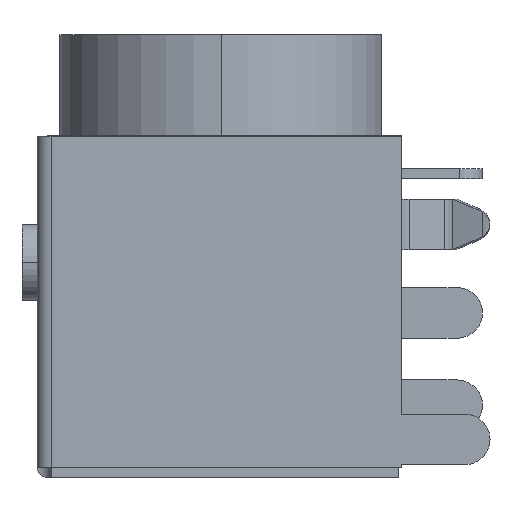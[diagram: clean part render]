
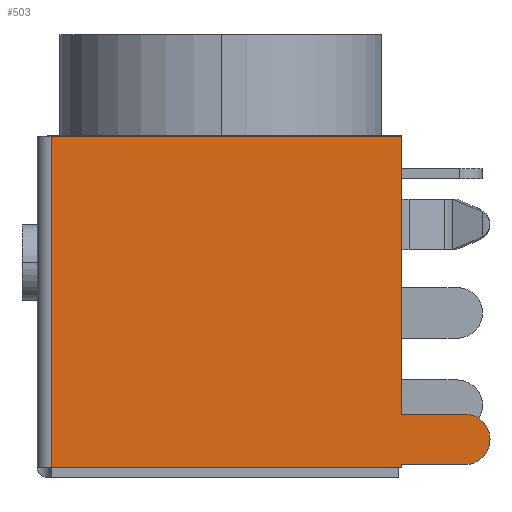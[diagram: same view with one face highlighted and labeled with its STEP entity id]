
A CAD part, left-side view. The second image highlights one B-rep face of the part: STEP entity #503.
In plain terms, the highlighted planar face has unit normal (-1, 0, 0).
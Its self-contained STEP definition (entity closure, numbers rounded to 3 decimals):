
#45 = EDGE_LOOP ( 'NONE', ( #1931, #1932, #1933, #1934, #1935, #1936, #1937, #1938, #1939, #1940, #1941 ) ) ;
#103 = CARTESIAN_POINT ( 'NONE',  ( -0.5, 13.85, -0.01 ) ) ;
#104 = DIRECTION ( 'NONE',  ( 0., -1., 0. ) ) ;
#120 = CARTESIAN_POINT ( 'NONE',  ( -0.5, 0.001, -13. ) ) ;
#121 = CARTESIAN_POINT ( 'NONE',  ( -0.5, 13.85, -34.725 ) ) ;
#126 = DIRECTION ( 'NONE',  ( 0., 0., 1. ) ) ;
#127 = DIRECTION ( 'NONE',  ( 0., 1., 0. ) ) ;
#128 = DIRECTION ( 'NONE',  ( 0., -1., 0. ) ) ;
#129 = CARTESIAN_POINT ( 'NONE',  ( -0.5, 0.001, -11. ) ) ;
#130 = CARTESIAN_POINT ( 'NONE',  ( -0.5, 0.001, -34.725 ) ) ;
#131 = CARTESIAN_POINT ( 'NONE',  ( -0.5, -2.5, -12. ) ) ;
#132 = DIRECTION ( 'NONE',  ( -1., 0., 0. ) ) ;
#133 = DIRECTION ( 'NONE',  ( 0., 1., 0. ) ) ;
#134 = CARTESIAN_POINT ( 'NONE',  ( -0.5, 0.001, -2.5 ) ) ;
#135 = DIRECTION ( 'NONE',  ( 0., 0., -1. ) ) ;
#136 = DIRECTION ( 'NONE',  ( 0., 0., 1. ) ) ;
#281 = EDGE_CURVE ( 'NONE', #1200, #1204, #2185, .T. ) ;
#288 = EDGE_CURVE ( 'NONE', #1329, #1200, #2196, .T. ) ;
#289 = EDGE_CURVE ( 'NONE', #1338, #890, #2197, .T. ) ;
#290 = EDGE_CURVE ( 'NONE', #894, #1202, #2199, .T. ) ;
#291 = EDGE_CURVE ( 'NONE', #1202, #1343, #2203, .T. ) ;
#292 = EDGE_CURVE ( 'NONE', #1193, #1342, #2204, .T. ) ;
#293 = EDGE_CURVE ( 'NONE', #1193, #1204, #2201, .T. ) ;
#503 = ADVANCED_FACE ( 'NONE', ( #4227 ), #3875, .T. ) ;
#890 = VERTEX_POINT ( 'NONE', #4911 ) ;
#894 = VERTEX_POINT ( 'NONE', #4915 ) ;
#1053 = EDGE_CURVE ( 'NONE', #890, #894, #5596, .T. ) ;
#1093 = EDGE_CURVE ( 'NONE', #1343, #1342, #5654, .T. ) ;
#1147 = EDGE_CURVE ( 'NONE', #1341, #1338, #6169, .T. ) ;
#1159 = EDGE_CURVE ( 'NONE', #1329, #1341, #6191, .T. ) ;
#1193 = VERTEX_POINT ( 'NONE', #6446 ) ;
#1200 = VERTEX_POINT ( 'NONE', #6452 ) ;
#1202 = VERTEX_POINT ( 'NONE', #6454 ) ;
#1204 = VERTEX_POINT ( 'NONE', #6456 ) ;
#1329 = VERTEX_POINT ( 'NONE', #6581 ) ;
#1338 = VERTEX_POINT ( 'NONE', #6590 ) ;
#1341 = VERTEX_POINT ( 'NONE', #6593 ) ;
#1342 = VERTEX_POINT ( 'NONE', #6594 ) ;
#1343 = VERTEX_POINT ( 'NONE', #6595 ) ;
#1931 = ORIENTED_EDGE ( 'NONE', *, *, #288, .F. ) ;
#1932 = ORIENTED_EDGE ( 'NONE', *, *, #1159, .T. ) ;
#1933 = ORIENTED_EDGE ( 'NONE', *, *, #1147, .T. ) ;
#1934 = ORIENTED_EDGE ( 'NONE', *, *, #289, .T. ) ;
#1935 = ORIENTED_EDGE ( 'NONE', *, *, #1053, .T. ) ;
#1936 = ORIENTED_EDGE ( 'NONE', *, *, #290, .T. ) ;
#1937 = ORIENTED_EDGE ( 'NONE', *, *, #291, .T. ) ;
#1938 = ORIENTED_EDGE ( 'NONE', *, *, #1093, .T. ) ;
#1939 = ORIENTED_EDGE ( 'NONE', *, *, #292, .F. ) ;
#1940 = ORIENTED_EDGE ( 'NONE', *, *, #293, .T. ) ;
#1941 = ORIENTED_EDGE ( 'NONE', *, *, #281, .F. ) ;
#2185 = LINE ( 'NONE', #103, #2187 ) ;
#2187 = VECTOR ( 'NONE', #104, 1000. ) ;
#2196 = LINE ( 'NONE', #121, #2200 ) ;
#2197 = LINE ( 'NONE', #120, #2202 ) ;
#2199 = CIRCLE ( 'NONE', #2391, 1. ) ;
#2200 = VECTOR ( 'NONE', #126, 1000. ) ;
#2201 = LINE ( 'NONE', #130, #2209 ) ;
#2202 = VECTOR ( 'NONE', #128, 1000. ) ;
#2203 = LINE ( 'NONE', #129, #2205 ) ;
#2204 = LINE ( 'NONE', #134, #2207 ) ;
#2205 = VECTOR ( 'NONE', #127, 1000. ) ;
#2207 = VECTOR ( 'NONE', #135, 1000. ) ;
#2209 = VECTOR ( 'NONE', #136, 1000. ) ;
#2391 = AXIS2_PLACEMENT_3D ( 'NONE', #131, #132, #133 ) ;
#2632 = AXIS2_PLACEMENT_3D ( 'NONE', #3873, #3877, #3878 ) ;
#3873 = CARTESIAN_POINT ( 'NONE',  ( -0.5, 13.85, -34.725 ) ) ;
#3875 = PLANE ( 'NONE',  #2632 ) ;
#3877 = DIRECTION ( 'NONE',  ( -1., 0., 0. ) ) ;
#3878 = DIRECTION ( 'NONE',  ( 0., -1., 0. ) ) ;
#4227 = FACE_OUTER_BOUND ( 'NONE', #45, .T. ) ;
#4911 = CARTESIAN_POINT ( 'NONE',  ( -0.5, -2.5, -13. ) ) ;
#4915 = CARTESIAN_POINT ( 'NONE',  ( -0.5, -3.5, -12. ) ) ;
#5233 = AXIS2_PLACEMENT_3D ( 'NONE', #5904, #5905, #5906 ) ;
#5596 = CIRCLE ( 'NONE', #5233, 1. ) ;
#5654 = LINE ( 'NONE', #6002, #5658 ) ;
#5658 = VECTOR ( 'NONE', #6005, 1000. ) ;
#5904 = CARTESIAN_POINT ( 'NONE',  ( -0.5, -2.5, -12. ) ) ;
#5905 = DIRECTION ( 'NONE',  ( -1., 0., 0. ) ) ;
#5906 = DIRECTION ( 'NONE',  ( 0., 1., 0. ) ) ;
#6002 = CARTESIAN_POINT ( 'NONE',  ( -0.5, 0.001, -34.725 ) ) ;
#6005 = DIRECTION ( 'NONE',  ( 0., 0., 1. ) ) ;
#6169 = LINE ( 'NONE', #6362, #6172 ) ;
#6172 = VECTOR ( 'NONE', #6363, 1000. ) ;
#6191 = LINE ( 'NONE', #6388, #6194 ) ;
#6194 = VECTOR ( 'NONE', #6389, 1000. ) ;
#6362 = CARTESIAN_POINT ( 'NONE',  ( -0.5, 0.001, -34.725 ) ) ;
#6363 = DIRECTION ( 'NONE',  ( 0., 0., 1. ) ) ;
#6388 = CARTESIAN_POINT ( 'NONE',  ( -0.5, 13.85, -13.1 ) ) ;
#6389 = DIRECTION ( 'NONE',  ( 0., -1., 0. ) ) ;
#6446 = CARTESIAN_POINT ( 'NONE',  ( -0.5, 0.001, -2.5 ) ) ;
#6452 = CARTESIAN_POINT ( 'NONE',  ( -0.5, 13.85, -0.01 ) ) ;
#6454 = CARTESIAN_POINT ( 'NONE',  ( -0.5, -2.5, -11. ) ) ;
#6456 = CARTESIAN_POINT ( 'NONE',  ( -0.5, 0.001, -0.01 ) ) ;
#6581 = CARTESIAN_POINT ( 'NONE',  ( -0.5, 13.85, -13.1 ) ) ;
#6590 = CARTESIAN_POINT ( 'NONE',  ( -0.5, 0.001, -13. ) ) ;
#6593 = CARTESIAN_POINT ( 'NONE',  ( -0.5, 0.001, -13.1 ) ) ;
#6594 = CARTESIAN_POINT ( 'NONE',  ( -0.5, 0.001, -4.5 ) ) ;
#6595 = CARTESIAN_POINT ( 'NONE',  ( -0.5, 0.001, -11. ) ) ;
